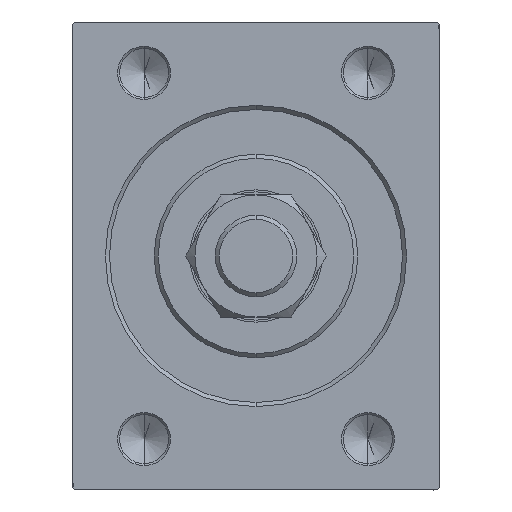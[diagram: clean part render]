
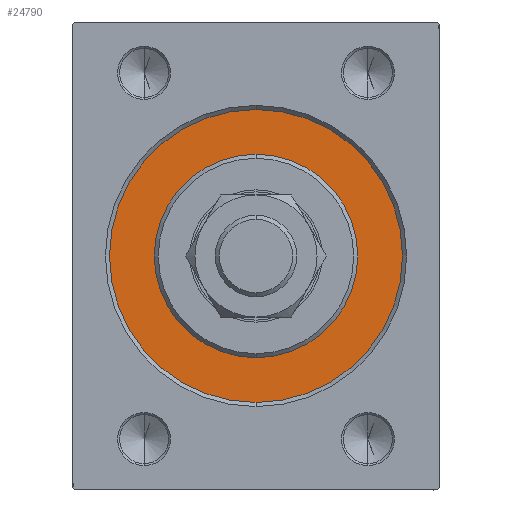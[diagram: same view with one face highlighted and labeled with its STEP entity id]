
A CAD part, left-side view. The second image highlights one B-rep face of the part: STEP entity #24790.
In plain terms, the highlighted face is planar.
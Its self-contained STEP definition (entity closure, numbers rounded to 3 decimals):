
#103 = AXIS2_PLACEMENT_3D ( 'NONE', #19583, #8621, #26778 ) ;
#147 = CARTESIAN_POINT ( 'NONE',  ( 0., 0., -36. ) ) ;
#1034 = EDGE_LOOP ( 'NONE', ( #24975, #41210 ) ) ;
#4892 = EDGE_CURVE ( 'NONE', #16095, #26636, #29794, .T. ) ;
#5421 = AXIS2_PLACEMENT_3D ( 'NONE', #44393, #37168, #19240 ) ;
#5507 = CIRCLE ( 'NONE', #31527, 25. ) ;
#6610 = CARTESIAN_POINT ( 'NONE',  ( 0., 0., 36. ) ) ;
#7040 = DIRECTION ( 'NONE',  ( 1., 0., 0. ) ) ;
#7782 = CARTESIAN_POINT ( 'NONE',  ( 0., 0., 25. ) ) ;
#8621 = DIRECTION ( 'NONE',  ( -1., 0., 0. ) ) ;
#9378 = VERTEX_POINT ( 'NONE', #147 ) ;
#12342 = CARTESIAN_POINT ( 'NONE',  ( 0., 0., -25. ) ) ;
#13079 = DIRECTION ( 'NONE',  ( 0., 0., 1. ) ) ;
#13982 = EDGE_CURVE ( 'NONE', #26636, #16095, #5507, .T. ) ;
#16095 = VERTEX_POINT ( 'NONE', #7782 ) ;
#19240 = DIRECTION ( 'NONE',  ( 0., 0., 1. ) ) ;
#19497 = DIRECTION ( 'NONE',  ( 1., 0., 0. ) ) ;
#19583 = CARTESIAN_POINT ( 'NONE',  ( 0., 0., 0. ) ) ;
#21218 = CARTESIAN_POINT ( 'NONE',  ( 0., 0., 0. ) ) ;
#21499 = AXIS2_PLACEMENT_3D ( 'NONE', #21218, #41496, #13079 ) ;
#23453 = VERTEX_POINT ( 'NONE', #6610 ) ;
#24790 = ADVANCED_FACE ( 'NONE', ( #33294, #43790 ), #44714, .F. ) ;
#24975 = ORIENTED_EDGE ( 'NONE', *, *, #4892, .F. ) ;
#26217 = CIRCLE ( 'NONE', #5421, 36. ) ;
#26636 = VERTEX_POINT ( 'NONE', #12342 ) ;
#26778 = DIRECTION ( 'NONE',  ( 0., 0., 1. ) ) ;
#29532 = EDGE_CURVE ( 'NONE', #9378, #23453, #30459, .T. ) ;
#29691 = AXIS2_PLACEMENT_3D ( 'NONE', #40499, #7040, #31938 ) ;
#29794 = CIRCLE ( 'NONE', #29691, 25. ) ;
#30459 = CIRCLE ( 'NONE', #21499, 36. ) ;
#31405 = ORIENTED_EDGE ( 'NONE', *, *, #36792, .F. ) ;
#31527 = AXIS2_PLACEMENT_3D ( 'NONE', #33448, #19497, #33689 ) ;
#31938 = DIRECTION ( 'NONE',  ( 0., 0., -1. ) ) ;
#33294 = FACE_BOUND ( 'NONE', #1034, .T. ) ;
#33448 = CARTESIAN_POINT ( 'NONE',  ( 0., 0., 0. ) ) ;
#33689 = DIRECTION ( 'NONE',  ( 0., 0., -1. ) ) ;
#36552 = EDGE_LOOP ( 'NONE', ( #42881, #31405 ) ) ;
#36792 = EDGE_CURVE ( 'NONE', #23453, #9378, #26217, .T. ) ;
#37168 = DIRECTION ( 'NONE',  ( -1., 0., 0. ) ) ;
#40499 = CARTESIAN_POINT ( 'NONE',  ( 0., 0., 0. ) ) ;
#41210 = ORIENTED_EDGE ( 'NONE', *, *, #13982, .F. ) ;
#41496 = DIRECTION ( 'NONE',  ( -1., 0., 0. ) ) ;
#42881 = ORIENTED_EDGE ( 'NONE', *, *, #29532, .F. ) ;
#43790 = FACE_OUTER_BOUND ( 'NONE', #36552, .T. ) ;
#44393 = CARTESIAN_POINT ( 'NONE',  ( 0., 0., 0. ) ) ;
#44714 = PLANE ( 'NONE',  #103 ) ;
